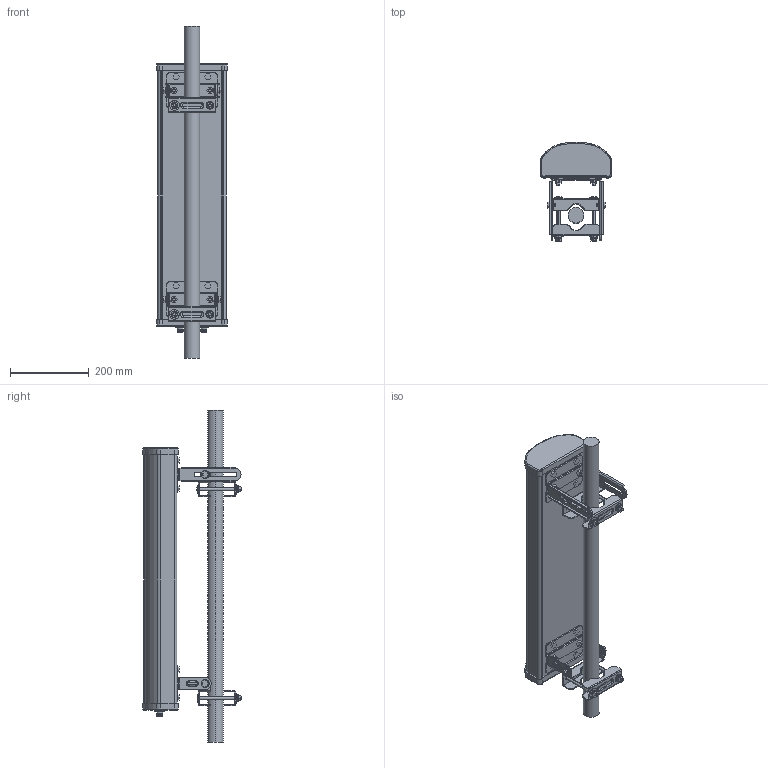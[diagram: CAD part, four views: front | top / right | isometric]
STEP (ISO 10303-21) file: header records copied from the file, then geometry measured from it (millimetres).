
FILE_DESCRIPTION (( 'STEP AP214' ), '1' );
FILE_NAME ('HG5971-17XP-065-2NF_3D.STEP', '2022-06-07T14:51:58', ( '' ), ( '' ), 'SwSTEP 2.0', 'SolidWorks 2021', '' );
FILE_SCHEMA (( 'AUTOMOTIVE_DESIGN' ));
Length unit declared in the file: inch
Products named in the file (5): HG5971-17XP-065-2NF_3D; HG5971-17XP-065-2NF_SECTOR; HG5971-17XP-065-2NF_BRACKET ASSY; BBT-3338PA19D035_CONNECTORS_2; HG2364-14DP-065-8NF_M8 flange nut
Assembly tree (7 placements, depth 2):
  HG5971-17XP-065-2NF_3D
    HG5971-17XP-065-2NF_SECTOR
    HG5971-17XP-065-2NF_BRACKET ASSY
    HG2364-14DP-065-8NF_M8 flange nut  x4
    BBT-3338PA19D035_CONNECTORS_2
Bounding box: 180 x 251 x 841.89 mm (x, y, z)
Volume: 10188570.7 mm3; surface area: 750257.2 mm2
Topology: 46 solids, 46 shells, 1186 faces, 3012 edges, 1980 vertices
Faces by surface type: plane 719, cylinder 371, bspline 54, cone 37, torus 5
Entity records: 36636 total; most frequent: CARTESIAN_POINT 7431, DIRECTION 5915, ORIENTED_EDGE 5880, EDGE_CURVE 2940, LINE 2055, VECTOR 2055, VERTEX_POINT 1932, AXIS2_PLACEMENT_3D 1930
